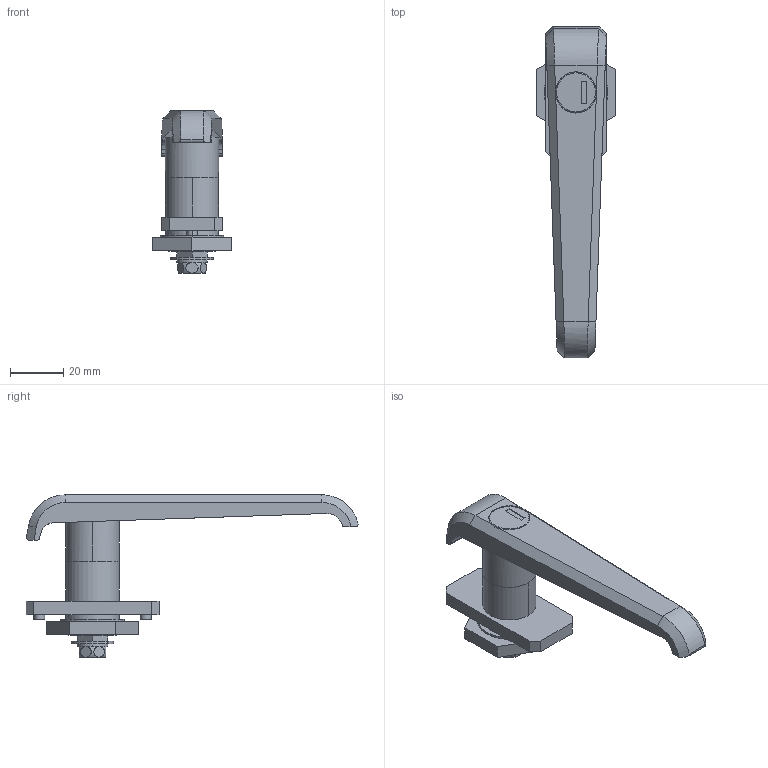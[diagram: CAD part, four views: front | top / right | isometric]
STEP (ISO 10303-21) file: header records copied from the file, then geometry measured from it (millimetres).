
FILE_DESCRIPTION (( 'STEP AP203' ), '1' );
FILE_NAME ('sone3D.STEP', '2014-04-21T09:02:55', ( '' ), ( '' ), 'SwSTEP 2.0', 'SolidWorks 2012', '' );
FILE_SCHEMA (( 'CONFIG_CONTROL_DESIGN' ));
Length unit declared in the file: millimetre
Products named in the file (8): sone3D; TAK60-2_公開用_TAK60-2-4; 廫帤寠晅偒榋妏儃儖僩M6_M6亊10; A-51-2SW_; A-51-2スペーサー_; A-51-2六角ナット_; A-51-2受座; A-51-2本体__A-51-2-1
Assembly tree (7 placements, depth 2):
  sone3D
    A-51-2本体__A-51-2-1
    A-51-2受座
    A-51-2六角ナット_
    A-51-2スペーサー_
    A-51-2SW_
    廫帤寠晅偒榋妏儃儖僩M6_M6亊10
    TAK60-2_公開用_TAK60-2-4
Bounding box: 30 x 124.79 x 61 mm (x, y, z)
Volume: 37908.7 mm3; surface area: 19417.8 mm2
Topology: 7 solids, 7 shells, 151 faces, 340 edges, 217 vertices
Faces by surface type: plane 85, cylinder 46, torus 10, cone 6, bspline 4
Entity records: 5759 total; most frequent: CARTESIAN_POINT 1557, DIRECTION 706, ORIENTED_EDGE 676, EDGE_CURVE 338, AXIS2_PLACEMENT_3D 257, VERTEX_POINT 217, VECTOR 192, LINE 192
